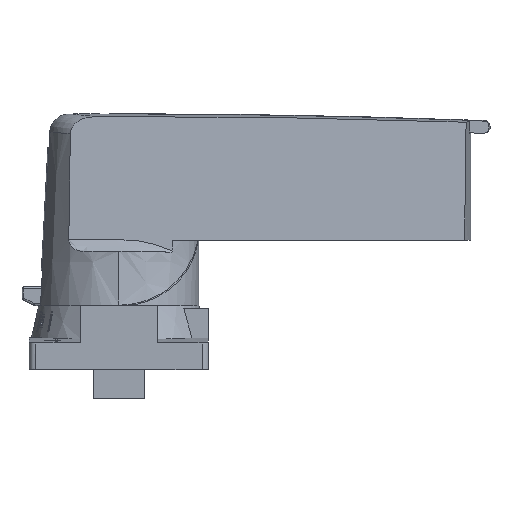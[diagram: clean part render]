
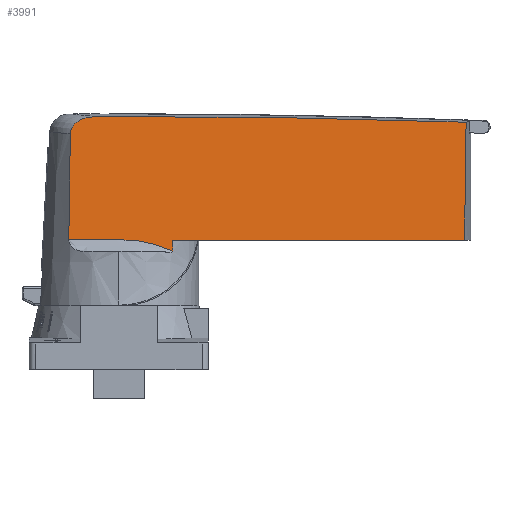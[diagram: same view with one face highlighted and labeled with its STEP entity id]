
A CAD part, front view. The second image highlights one B-rep face of the part: STEP entity #3991.
In plain terms, the highlighted planar face has unit normal (0.017, -0.998, 0.057).
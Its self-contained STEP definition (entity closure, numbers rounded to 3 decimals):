
#3991=ADVANCED_FACE('',(#10439),#10440,.T.);
#8663=VERTEX_POINT('',#15132);
#8667=VERTEX_POINT('',#15136);
#8669=EDGE_CURVE('',#8663,#8667,#15138,.T.);
#8731=VERTEX_POINT('',#15200);
#8735=VERTEX_POINT('',#15204);
#8737=EDGE_CURVE('',#8731,#8735,#15206,.T.);
#8747=EDGE_CURVE('',#8731,#8667,#15216,.F.);
#8749=VERTEX_POINT('',#15218);
#8751=VERTEX_POINT('',#15220);
#8753=EDGE_CURVE('',#8749,#8751,#15222,.T.);
#8755=VERTEX_POINT('',#15224);
#8757=EDGE_CURVE('',#8751,#8755,#15226,.T.);
#8759=EDGE_CURVE('',#8755,#8735,#15228,.T.);
#8761=EDGE_CURVE('',#8663,#8749,#15230,.T.);
#10439=FACE_OUTER_BOUND('',#20621,.T.);
#10440=PLANE('',#20622);
#15132=CARTESIAN_POINT('',(7.313,13.458,24.825));
#15136=CARTESIAN_POINT('',(7.554,14.409,41.38));
#15138=(B_SPLINE_CURVE(2,(#29357,#29358,#29359),.UNSPECIFIED.,.F.,.F.)B_SPLINE_CURVE_WITH_KNOTS((3,3),(1.244,17.827),.UNSPECIFIED.)RATIONAL_B_SPLINE_CURVE((1.,1.,1.))BOUNDED_CURVE()REPRESENTATION_ITEM('')GEOMETRIC_REPRESENTATION_ITEM()CURVE());
#15200=CARTESIAN_POINT('',(12.107,14.638,44.043));
#15204=CARTESIAN_POINT('',(69.402,15.558,43.159));
#15206=B_SPLINE_CURVE_WITH_KNOTS('',3,(#29551,#29552,#29553,#29554,#29555,#29556),.UNSPECIFIED.,.F.,.F.,(4,2,4),(6541.103,6563.916,6594.25),.UNSPECIFIED.);
#15216=B_SPLINE_CURVE_WITH_KNOTS('',3,(#29589,#29590,#29591,#29592,#29593,#29594,#29595,#29596,#29597,#29598,#29599,#29600,#29601,#29602,#29603,#29604),.UNSPECIFIED.,.F.,.F.,(4,3,3,3,3,4),(0.,0.179,0.38,0.52,0.815,1.0),.UNSPECIFIED.);
#15218=CARTESIAN_POINT('',(23.549,13.63,23.03));
#15220=CARTESIAN_POINT('',(23.524,13.725,24.699));
#15222=ELLIPSE('',#29611,421.514,9.622);
#15224=CARTESIAN_POINT('',(69.155,14.498,24.699));
#15226=LINE('',#29616,#29617);
#15228=ELLIPSE('',#29620,578.081,33.0);
#15230=(B_SPLINE_CURVE(3,(#29624,#29625,#29626,#29627,#29628,#29629,#29630,#29631,#29632,#29633,#29634,#29635,#29636,#29637,#29638,#29639,#29640,#29641,#29642,#29643,#29644,#29645,#29646,#29647,#29648,#29649,#29650,#29651,#29652,#29653,#29654,#29655,#29656,#29657,#29658,#29659,#29660,#29661,#29662,#29663,#29664,#29665,#29666),.UNSPECIFIED.,.F.,.F.)B_SPLINE_CURVE_WITH_KNOTS((4,1,1,1,1,1,1,1,1,1,1,1,1,1,1,1,1,1,1,1,1,1,1,1,1,1,1,1,1,1,1,1,1,1,1,1,1,1,1,1,4),(0.003,0.064,0.122,0.174,0.221,0.263,0.301,0.335,0.366,0.394,0.42,0.444,0.466,0.487,0.507,0.526,0.543,0.56,0.577,0.595,0.612,0.63,0.648,0.666,0.684,0.702,0.72,0.739,0.758,0.777,0.796,0.815,0.834,0.854,0.874,0.894,0.915,0.936,0.957,0.978,0.999),.UNSPECIFIED.)RATIONAL_B_SPLINE_CURVE((1.21,1.21,1.21,1.21,1.21,1.21,1.21,1.21,1.21,1.21,1.21,1.21,1.21,1.21,1.21,1.21,1.21,1.21,1.21,1.21,1.21,1.21,1.21,1.21,1.21,1.21,1.21,1.21,1.21,1.21,1.21,1.21,1.21,1.21,1.21,1.21,1.21,1.21,1.21,1.21,1.21,1.21,1.21))BOUNDED_CURVE()REPRESENTATION_ITEM('')GEOMETRIC_REPRESENTATION_ITEM()CURVE());
#20621=EDGE_LOOP('',(#34770,#34771,#34772,#34773,#34774,#34775,#34776));
#20622=AXIS2_PLACEMENT_3D('',#34777,#34778,#34779);
#29357=CARTESIAN_POINT('',(7.313,13.458,24.825));
#29358=CARTESIAN_POINT('',(7.429,13.941,33.238));
#29359=CARTESIAN_POINT('',(7.554,14.409,41.38));
#29551=CARTESIAN_POINT('',(12.107,14.638,44.043));
#29552=CARTESIAN_POINT('',(20.256,14.778,44.072));
#29553=CARTESIAN_POINT('',(28.431,14.914,44.034));
#29554=CARTESIAN_POINT('',(47.521,15.224,43.792));
#29555=CARTESIAN_POINT('',(58.45,15.394,43.536));
#29556=CARTESIAN_POINT('',(69.402,15.558,43.159));
#29589=CARTESIAN_POINT('',(7.554,14.409,41.38));
#29590=CARTESIAN_POINT('',(7.559,14.429,41.728));
#29591=CARTESIAN_POINT('',(7.655,14.45,42.075));
#29592=CARTESIAN_POINT('',(7.826,14.47,42.379));
#29593=CARTESIAN_POINT('',(8.018,14.493,42.722));
#29594=CARTESIAN_POINT('',(8.299,14.515,43.011));
#29595=CARTESIAN_POINT('',(8.622,14.533,43.236));
#29596=CARTESIAN_POINT('',(8.846,14.546,43.393));
#29597=CARTESIAN_POINT('',(9.09,14.557,43.519));
#29598=CARTESIAN_POINT('',(9.344,14.567,43.621));
#29599=CARTESIAN_POINT('',(9.878,14.589,43.837));
#29600=CARTESIAN_POINT('',(10.451,14.604,43.944));
#29601=CARTESIAN_POINT('',(11.023,14.617,43.997));
#29602=CARTESIAN_POINT('',(11.383,14.625,44.03));
#29603=CARTESIAN_POINT('',(11.745,14.632,44.041));
#29604=CARTESIAN_POINT('',(12.107,14.638,44.043));
#29611=AXIS2_PLACEMENT_3D('',#37257,#37258,#37259);
#29616=CARTESIAN_POINT('',(14.291,13.569,24.699));
#29617=VECTOR('',#37260,1.0);
#29620=AXIS2_PLACEMENT_3D('',#37261,#37262,#37263);
#29624=CARTESIAN_POINT('',(7.313,13.458,24.825));
#29625=CARTESIAN_POINT('',(7.656,13.464,24.825));
#29626=CARTESIAN_POINT('',(8.32,13.475,24.825));
#29627=CARTESIAN_POINT('',(9.271,13.491,24.825));
#29628=CARTESIAN_POINT('',(10.138,13.506,24.825));
#29629=CARTESIAN_POINT('',(10.918,13.519,24.825));
#29630=CARTESIAN_POINT('',(11.619,13.531,24.825));
#29631=CARTESIAN_POINT('',(12.251,13.542,24.825));
#29632=CARTESIAN_POINT('',(12.821,13.551,24.825));
#29633=CARTESIAN_POINT('',(13.338,13.56,24.825));
#29634=CARTESIAN_POINT('',(13.809,13.568,24.825));
#29635=CARTESIAN_POINT('',(14.243,13.575,24.825));
#29636=CARTESIAN_POINT('',(14.646,13.582,24.825));
#29637=CARTESIAN_POINT('',(15.02,13.588,24.825));
#29638=CARTESIAN_POINT('',(15.371,13.594,24.826));
#29639=CARTESIAN_POINT('',(15.699,13.6,24.824));
#29640=CARTESIAN_POINT('',(16.01,13.605,24.817));
#29641=CARTESIAN_POINT('',(16.306,13.609,24.805));
#29642=CARTESIAN_POINT('',(16.593,13.613,24.789));
#29643=CARTESIAN_POINT('',(16.876,13.617,24.768));
#29644=CARTESIAN_POINT('',(17.161,13.62,24.744));
#29645=CARTESIAN_POINT('',(17.449,13.623,24.714));
#29646=CARTESIAN_POINT('',(17.741,13.626,24.68));
#29647=CARTESIAN_POINT('',(18.035,13.629,24.64));
#29648=CARTESIAN_POINT('',(18.331,13.631,24.596));
#29649=CARTESIAN_POINT('',(18.627,13.634,24.546));
#29650=CARTESIAN_POINT('',(18.924,13.636,24.492));
#29651=CARTESIAN_POINT('',(19.222,13.637,24.433));
#29652=CARTESIAN_POINT('',(19.521,13.639,24.369));
#29653=CARTESIAN_POINT('',(19.822,13.64,24.299));
#29654=CARTESIAN_POINT('',(20.124,13.641,24.224));
#29655=CARTESIAN_POINT('',(20.428,13.641,24.144));
#29656=CARTESIAN_POINT('',(20.733,13.641,24.059));
#29657=CARTESIAN_POINT('',(21.04,13.641,23.967));
#29658=CARTESIAN_POINT('',(21.349,13.641,23.871));
#29659=CARTESIAN_POINT('',(21.66,13.64,23.768));
#29660=CARTESIAN_POINT('',(21.972,13.64,23.659));
#29661=CARTESIAN_POINT('',(22.287,13.638,23.544));
#29662=CARTESIAN_POINT('',(22.604,13.637,23.423));
#29663=CARTESIAN_POINT('',(22.924,13.635,23.296));
#29664=CARTESIAN_POINT('',(23.239,13.633,23.165));
#29665=CARTESIAN_POINT('',(23.448,13.631,23.074));
#29666=CARTESIAN_POINT('',(23.549,13.63,23.03));
#34770=ORIENTED_EDGE('',*,*,#8753,.T.);
#34771=ORIENTED_EDGE('',*,*,#8757,.T.);
#34772=ORIENTED_EDGE('',*,*,#8759,.T.);
#34773=ORIENTED_EDGE('',*,*,#8737,.F.);
#34774=ORIENTED_EDGE('',*,*,#8747,.T.);
#34775=ORIENTED_EDGE('',*,*,#8669,.F.);
#34776=ORIENTED_EDGE('',*,*,#8761,.T.);
#34777=CARTESIAN_POINT('',(14.291,13.569,24.699));
#34778=DIRECTION('',(0.017,-0.998,0.057));
#34779=DIRECTION('',(0.0,0.057,0.998));
#37257=CARTESIAN_POINT('',(15.513,1.095,-193.795));
#37258=DIRECTION('',(0.017,-0.998,0.057));
#37259=DIRECTION('',(-0.001,0.057,0.998));
#37260=DIRECTION('',(1.,0.017,0.0));
#37261=CARTESIAN_POINT('',(37.14,22.5,174.107));
#37262=DIRECTION('',(0.017,-0.998,0.057));
#37263=DIRECTION('',(0.001,-0.057,-0.998));
